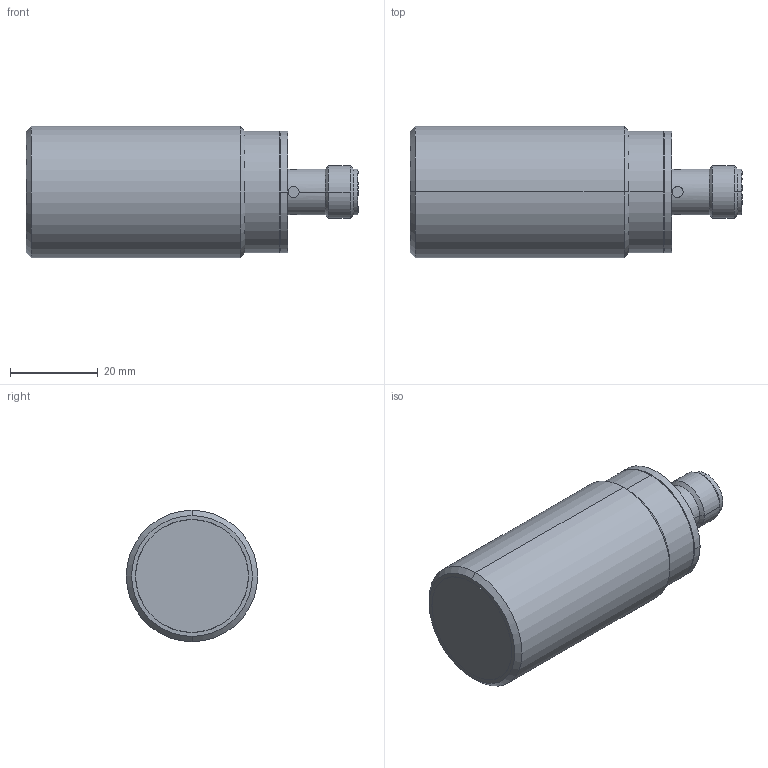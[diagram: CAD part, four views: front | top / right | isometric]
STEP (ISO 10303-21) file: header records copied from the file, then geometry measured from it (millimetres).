
FILE_DESCRIPTION (( 'STEP AP214' ), '1' );
FILE_NAME ('AT1-A0-3H.step', '2018-04-12T19:24:56', ( '' ), ( '' ), 'SwSTEP 2.0', 'SolidWorks 2017', '' );
FILE_SCHEMA (( 'AUTOMOTIVE_DESIGN' ));
Length unit declared in the file: inch
Products named in the file (1): AT1-A0-3H
Bounding box: 75.8 x 30 x 30 mm (x, y, z)
Volume: 42292.1 mm3; surface area: 11305 mm2
Topology: 4 solids, 4 shells, 122 faces, 305 edges, 194 vertices
Faces by surface type: cylinder 63, plane 29, cone 20, bspline 10
Entity records: 5681 total; most frequent: CARTESIAN_POINT 1063, DIRECTION 668, ORIENTED_EDGE 594, EDGE_CURVE 297, AXIS2_PLACEMENT_3D 275, VERTEX_POINT 194, CIRCLE 162, EDGE_LOOP 133
